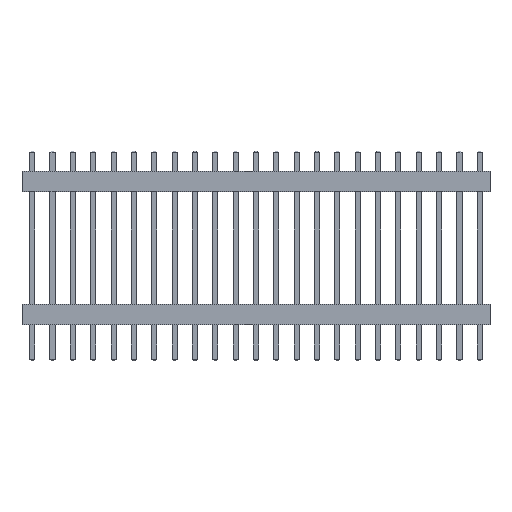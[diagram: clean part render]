
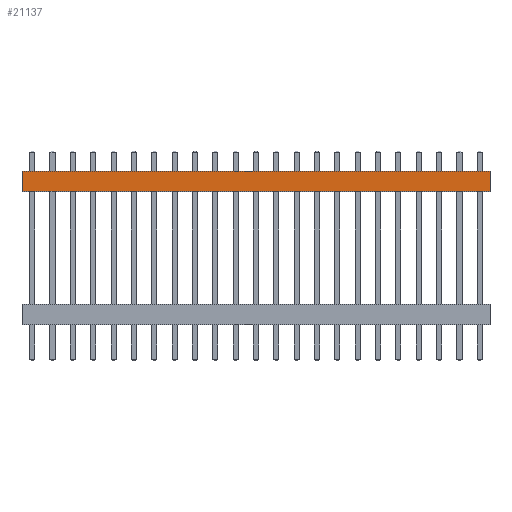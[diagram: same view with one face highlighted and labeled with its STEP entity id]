
A CAD part, top view. The second image highlights one B-rep face of the part: STEP entity #21137.
In plain terms, the highlighted planar face has unit normal (0, 0, 1).
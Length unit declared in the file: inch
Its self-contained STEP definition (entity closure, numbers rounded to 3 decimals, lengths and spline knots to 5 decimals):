
#49=ORIENTED_EDGE('',*,*,#6047,.F.);
#50=ORIENTED_EDGE('',*,*,#6055,.F.);
#51=ORIENTED_EDGE('',*,*,#6056,.T.);
#52=ORIENTED_EDGE('',*,*,#6057,.T.);
#6047=EDGE_CURVE('',#9051,#9052,#10931,.T.);
#6055=EDGE_CURVE('',#9058,#9051,#10939,.T.);
#6056=EDGE_CURVE('',#9058,#9059,#10940,.T.);
#6057=EDGE_CURVE('',#9059,#9052,#10941,.T.);
#9051=VERTEX_POINT('',#29065);
#9052=VERTEX_POINT('',#29067);
#9058=VERTEX_POINT('',#29081);
#9059=VERTEX_POINT('',#29085);
#10931=LINE('',#29066,#13935);
#10939=LINE('',#29082,#13943);
#10940=LINE('',#29084,#13944);
#10941=LINE('',#29086,#13945);
#13935=VECTOR('',#23617,39.37008);
#13943=VECTOR('',#23627,39.37008);
#13944=VECTOR('',#23630,39.37008);
#13945=VECTOR('',#23631,39.37008);
#16939=EDGE_LOOP('',(#49,#50,#51,#52));
#18429=FACE_BOUND('',#16939,.T.);
#19919=PLANE('',#22392);
#21137=ADVANCED_FACE('',(#18429),#19919,.T.);
#22392=AXIS2_PLACEMENT_3D('',#29083,#23628,#23629);
#23617=DIRECTION('',(1.,0.,0.));
#23627=DIRECTION('',(0.,1.,0.));
#23628=DIRECTION('',(0.,0.,1.));
#23629=DIRECTION('',(1.,0.,0.));
#23630=DIRECTION('',(1.,0.,0.));
#23631=DIRECTION('',(0.,1.,0.));
#29065=CARTESIAN_POINT('',(-1.15,0.754,0.1));
#29066=CARTESIAN_POINT('',(-1.15,0.754,0.1));
#29067=CARTESIAN_POINT('',(1.15,0.754,0.1));
#29081=CARTESIAN_POINT('',(-1.15,0.654,0.1));
#29082=CARTESIAN_POINT('',(-1.15,0.654,0.1));
#29083=CARTESIAN_POINT('',(-1.15,0.654,0.1));
#29084=CARTESIAN_POINT('',(-1.15,0.654,0.1));
#29085=CARTESIAN_POINT('',(1.15,0.654,0.1));
#29086=CARTESIAN_POINT('',(1.15,0.654,0.1));
